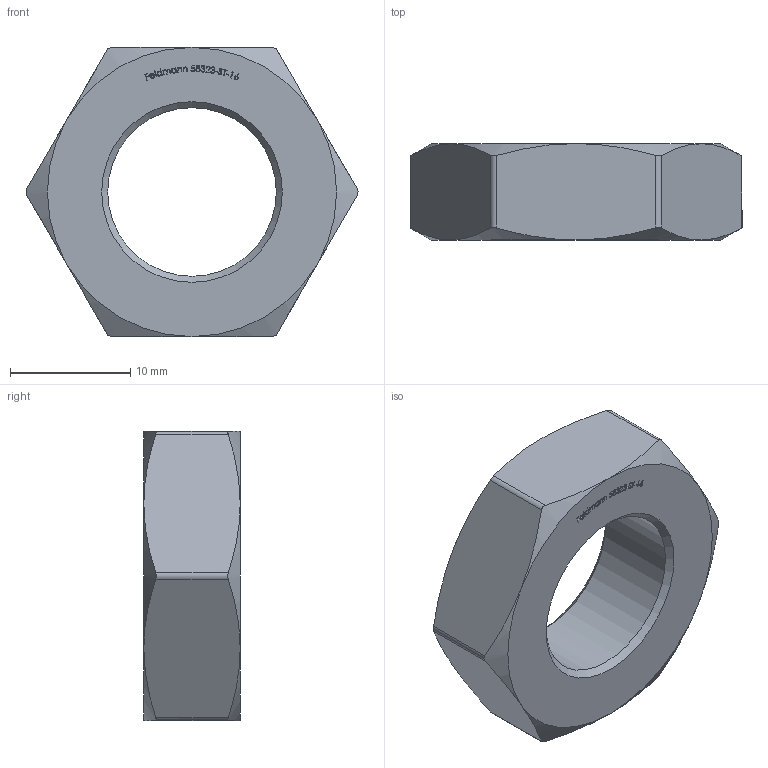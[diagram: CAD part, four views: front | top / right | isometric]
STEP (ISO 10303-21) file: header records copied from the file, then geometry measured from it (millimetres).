
FILE_DESCRIPTION (( 'STEP AP203' ), '1' );
FILE_NAME ('58323-ST-16.step', '2023-11-03T08:53:35', ( '' ), ( '' ), 'SwSTEP 2.0', 'SolidWorks 2018', '' );
FILE_SCHEMA (( 'CONFIG_CONTROL_DESIGN' ));
Length unit declared in the file: millimetre
Products named in the file (1): 58323-ST-16
Bounding box: 27.56 x 8 x 24 mm (x, y, z)
Volume: 2717.3 mm3; surface area: 1636.9 mm2
Topology: 1 solids, 1 shells, 284 faces, 757 edges, 500 vertices
Faces by surface type: plane 132, bspline 131, cone 14, cylinder 7
Full cylindrical faces by diameter (mm): 14 x1
Entity records: 15505 total; most frequent: CARTESIAN_POINT 9322, ORIENTED_EDGE 1508, DIRECTION 780, EDGE_CURVE 754, VERTEX_POINT 500, VECTOR 440, LINE 440, EDGE_LOOP 314
